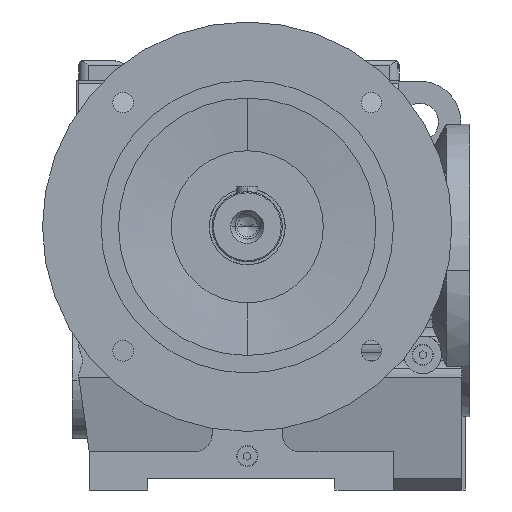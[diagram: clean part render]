
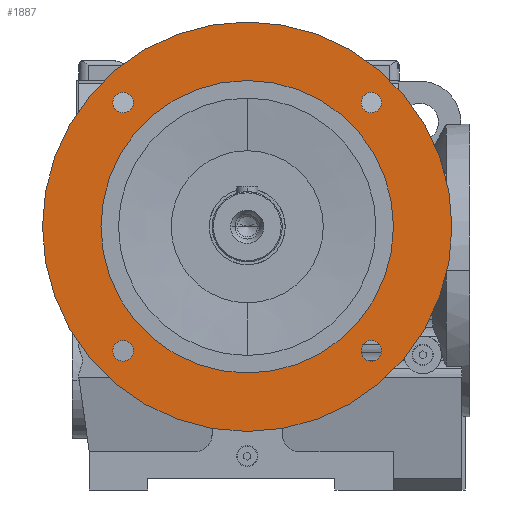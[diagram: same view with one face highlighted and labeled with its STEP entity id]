
A CAD part, front view. The second image highlights one B-rep face of the part: STEP entity #1887.
In plain terms, the highlighted planar face has unit normal (0, -1, 0).
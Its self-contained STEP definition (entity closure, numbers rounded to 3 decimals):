
#1887=ADVANCED_FACE('',(#3851,#3852,#3853,#3854,#3855,#3856),#3857,.T.);
#3851=FACE_BOUND('',#6010,.T.);
#3852=FACE_BOUND('',#6011,.T.);
#3853=FACE_BOUND('',#6012,.T.);
#3854=FACE_BOUND('',#6013,.T.);
#3855=FACE_OUTER_BOUND('',#6014,.T.);
#3856=FACE_BOUND('',#6015,.T.);
#3857=PLANE('',#6016);
#6010=EDGE_LOOP('',(#10817,#10818));
#6011=EDGE_LOOP('',(#10819,#10820));
#6012=EDGE_LOOP('',(#10821,#10822));
#6013=EDGE_LOOP('',(#10823,#10824));
#6014=EDGE_LOOP('',(#10825,#10826));
#6015=EDGE_LOOP('',(#10827,#10828));
#6016=AXIS2_PLACEMENT_3D('',#10829,#10830,#10831);
#10817=ORIENTED_EDGE('',*,*,#14698,.T.);
#10818=ORIENTED_EDGE('',*,*,#14703,.T.);
#10819=ORIENTED_EDGE('',*,*,#14693,.T.);
#10820=ORIENTED_EDGE('',*,*,#14706,.T.);
#10821=ORIENTED_EDGE('',*,*,#14688,.T.);
#10822=ORIENTED_EDGE('',*,*,#14709,.T.);
#10823=ORIENTED_EDGE('',*,*,#14683,.T.);
#10824=ORIENTED_EDGE('',*,*,#14712,.T.);
#10825=ORIENTED_EDGE('',*,*,#14659,.F.);
#10826=ORIENTED_EDGE('',*,*,#14727,.F.);
#10827=ORIENTED_EDGE('',*,*,#14666,.T.);
#10828=ORIENTED_EDGE('',*,*,#14725,.T.);
#10829=CARTESIAN_POINT('',(0.0,-170.0,150.0));
#10830=DIRECTION('',(0.0,-1.0,0.0));
#10831=DIRECTION('',(0.0,0.0,-1.0));
#14659=EDGE_CURVE('',#17874,#17876,#17877,.T.);
#14666=EDGE_CURVE('',#17882,#17886,#17888,.T.);
#14683=EDGE_CURVE('',#17917,#17914,#17918,.T.);
#14688=EDGE_CURVE('',#17926,#17923,#17927,.T.);
#14693=EDGE_CURVE('',#17935,#17932,#17936,.T.);
#14698=EDGE_CURVE('',#17944,#17941,#17945,.T.);
#14703=EDGE_CURVE('',#17941,#17944,#17951,.T.);
#14706=EDGE_CURVE('',#17932,#17935,#17954,.T.);
#14709=EDGE_CURVE('',#17923,#17926,#17957,.T.);
#14712=EDGE_CURVE('',#17914,#17917,#17960,.T.);
#14725=EDGE_CURVE('',#17886,#17882,#17973,.T.);
#14727=EDGE_CURVE('',#17876,#17874,#17975,.T.);
#17874=VERTEX_POINT('',#24702);
#17876=VERTEX_POINT('',#24705);
#17877=CIRCLE('',#24706,175.0);
#17882=VERTEX_POINT('',#24712);
#17886=VERTEX_POINT('',#24717);
#17888=CIRCLE('',#24720,125.0);
#17914=VERTEX_POINT('',#24752);
#17917=VERTEX_POINT('',#24756);
#17918=CIRCLE('',#24757,8.75);
#17923=VERTEX_POINT('',#24763);
#17926=VERTEX_POINT('',#24767);
#17927=CIRCLE('',#24768,8.75);
#17932=VERTEX_POINT('',#24774);
#17935=VERTEX_POINT('',#24778);
#17936=CIRCLE('',#24779,8.75);
#17941=VERTEX_POINT('',#24785);
#17944=VERTEX_POINT('',#24789);
#17945=CIRCLE('',#24790,8.75);
#17951=CIRCLE('',#24797,8.75);
#17954=CIRCLE('',#24800,8.75);
#17957=CIRCLE('',#24803,8.75);
#17960=CIRCLE('',#24806,8.75);
#17973=CIRCLE('',#24819,125.0);
#17975=CIRCLE('',#24821,175.0);
#24702=CARTESIAN_POINT('',(0.0,-170.0,175.0));
#24705=CARTESIAN_POINT('',(0.,-170.0,-175.0));
#24706=AXIS2_PLACEMENT_3D('',#29497,#29498,#29499);
#24712=CARTESIAN_POINT('',(0.0,-170.0,125.0));
#24717=CARTESIAN_POINT('',(0.,-170.0,-125.0));
#24720=AXIS2_PLACEMENT_3D('',#29509,#29510,#29511);
#24752=CARTESIAN_POINT('',(-112.253,-170.0,99.879));
#24756=CARTESIAN_POINT('',(-99.879,-170.0,112.253));
#24757=AXIS2_PLACEMENT_3D('',#29534,#29535,#29536);
#24763=CARTESIAN_POINT('',(99.879,-170.0,112.253));
#24767=CARTESIAN_POINT('',(112.253,-170.0,99.879));
#24768=AXIS2_PLACEMENT_3D('',#29542,#29543,#29544);
#24774=CARTESIAN_POINT('',(112.253,-170.0,-99.879));
#24778=CARTESIAN_POINT('',(99.879,-170.0,-112.253));
#24779=AXIS2_PLACEMENT_3D('',#29550,#29551,#29552);
#24785=CARTESIAN_POINT('',(-99.879,-170.0,-112.253));
#24789=CARTESIAN_POINT('',(-112.253,-170.0,-99.879));
#24790=AXIS2_PLACEMENT_3D('',#29558,#29559,#29560);
#24797=AXIS2_PLACEMENT_3D('',#29568,#29569,#29570);
#24800=AXIS2_PLACEMENT_3D('',#29574,#29575,#29576);
#24803=AXIS2_PLACEMENT_3D('',#29580,#29581,#29582);
#24806=AXIS2_PLACEMENT_3D('',#29586,#29587,#29588);
#24819=AXIS2_PLACEMENT_3D('',#29607,#29608,#29609);
#24821=AXIS2_PLACEMENT_3D('',#29610,#29611,#29612);
#29497=CARTESIAN_POINT('',(0.0,-170.0,0.0));
#29498=DIRECTION('',(0.0,1.0,0.0));
#29499=DIRECTION('',(0.0,0.0,1.0));
#29509=CARTESIAN_POINT('',(0.0,-170.0,0.0));
#29510=DIRECTION('',(0.0,1.0,0.0));
#29511=DIRECTION('',(0.0,0.0,1.0));
#29534=CARTESIAN_POINT('',(-106.066,-170.0,106.066));
#29535=DIRECTION('',(0.0,1.0,0.0));
#29536=DIRECTION('',(-0.707,0.0,-0.707));
#29542=CARTESIAN_POINT('',(106.066,-170.0,106.066));
#29543=DIRECTION('',(0.0,1.0,-0.0));
#29544=DIRECTION('',(-0.707,0.0,0.707));
#29550=CARTESIAN_POINT('',(106.066,-170.0,-106.066));
#29551=DIRECTION('',(-0.0,1.0,0.0));
#29552=DIRECTION('',(0.707,0.0,0.707));
#29558=CARTESIAN_POINT('',(-106.066,-170.0,-106.066));
#29559=DIRECTION('',(0.0,1.0,0.0));
#29560=DIRECTION('',(0.707,0.0,-0.707));
#29568=CARTESIAN_POINT('',(-106.066,-170.0,-106.066));
#29569=DIRECTION('',(0.0,1.0,0.0));
#29570=DIRECTION('',(0.707,0.0,-0.707));
#29574=CARTESIAN_POINT('',(106.066,-170.0,-106.066));
#29575=DIRECTION('',(-0.0,1.0,0.0));
#29576=DIRECTION('',(0.707,0.0,0.707));
#29580=CARTESIAN_POINT('',(106.066,-170.0,106.066));
#29581=DIRECTION('',(0.0,1.0,-0.0));
#29582=DIRECTION('',(-0.707,0.0,0.707));
#29586=CARTESIAN_POINT('',(-106.066,-170.0,106.066));
#29587=DIRECTION('',(0.0,1.0,0.0));
#29588=DIRECTION('',(-0.707,0.0,-0.707));
#29607=CARTESIAN_POINT('',(0.0,-170.0,0.0));
#29608=DIRECTION('',(0.0,1.0,0.0));
#29609=DIRECTION('',(0.0,0.0,1.0));
#29610=CARTESIAN_POINT('',(0.0,-170.0,0.0));
#29611=DIRECTION('',(0.0,1.0,0.0));
#29612=DIRECTION('',(0.0,0.0,1.0));
